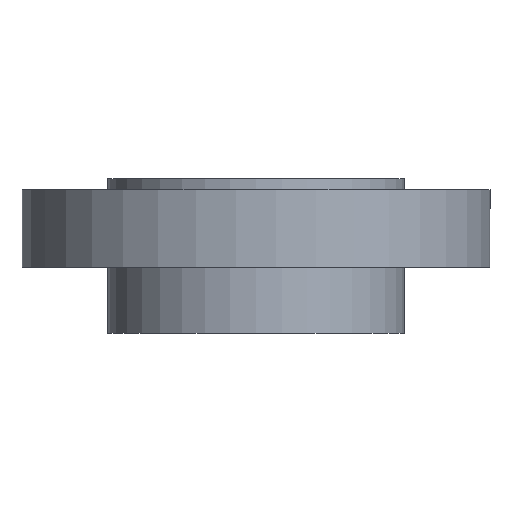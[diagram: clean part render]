
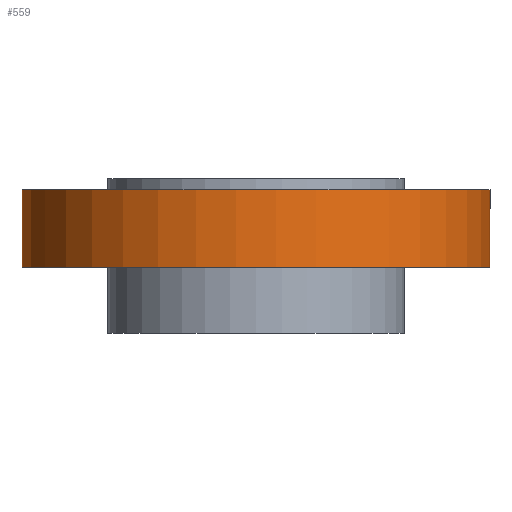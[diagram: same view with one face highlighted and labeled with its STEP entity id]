
A CAD part, front view. The second image highlights one B-rep face of the part: STEP entity #559.
In plain terms, the highlighted cylindrical face has radius 21.3 mm (diameter 42.6 mm), a partial arc.
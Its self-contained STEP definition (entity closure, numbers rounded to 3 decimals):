
#43=CYLINDRICAL_SURFACE('',#650,21.3);
#77=FACE_OUTER_BOUND('',#120,.T.);
#120=EDGE_LOOP('',(#496,#497,#498,#499));
#131=CIRCLE('',#592,21.3);
#157=CIRCLE('',#631,21.3);
#178=LINE('',#889,#212);
#181=LINE('',#895,#215);
#212=VECTOR('',#697,10.);
#215=VECTOR('',#702,10.);
#249=VERTEX_POINT('',#887);
#250=VERTEX_POINT('',#888);
#251=VERTEX_POINT('',#893);
#252=VERTEX_POINT('',#894);
#304=EDGE_CURVE('',#249,#250,#178,.T.);
#307=EDGE_CURVE('',#251,#252,#181,.T.);
#310=EDGE_CURVE('',#250,#251,#131,.T.);
#347=EDGE_CURVE('',#249,#252,#157,.T.);
#496=ORIENTED_EDGE('',*,*,#304,.T.);
#497=ORIENTED_EDGE('',*,*,#310,.T.);
#498=ORIENTED_EDGE('',*,*,#307,.T.);
#499=ORIENTED_EDGE('',*,*,#347,.F.);
#559=ADVANCED_FACE('',(#77),#43,.T.);
#592=AXIS2_PLACEMENT_3D('',#899,#707,#708);
#631=AXIS2_PLACEMENT_3D('',#972,#796,#797);
#650=AXIS2_PLACEMENT_3D('',#1002,#838,#839);
#697=DIRECTION('',(0.,0.,-1.));
#702=DIRECTION('',(0.,0.,1.));
#707=DIRECTION('center_axis',(0.,0.,1.));
#708=DIRECTION('ref_axis',(1.,0.,0.));
#796=DIRECTION('center_axis',(0.,0.,1.));
#797=DIRECTION('ref_axis',(1.,0.,0.));
#838=DIRECTION('center_axis',(0.,0.,1.));
#839=DIRECTION('ref_axis',(0.,-1.,0.));
#887=CARTESIAN_POINT('',(-2.911,21.1,13.));
#888=CARTESIAN_POINT('',(-2.911,21.1,6.));
#889=CARTESIAN_POINT('',(-2.911,21.1,0.));
#893=CARTESIAN_POINT('',(2.911,21.1,6.));
#894=CARTESIAN_POINT('',(2.911,21.1,13.));
#895=CARTESIAN_POINT('',(2.911,21.1,0.));
#899=CARTESIAN_POINT('Origin',(0.,0.,6.));
#972=CARTESIAN_POINT('Origin',(0.,0.,13.));
#1002=CARTESIAN_POINT('Origin',(0.,0.,0.));
